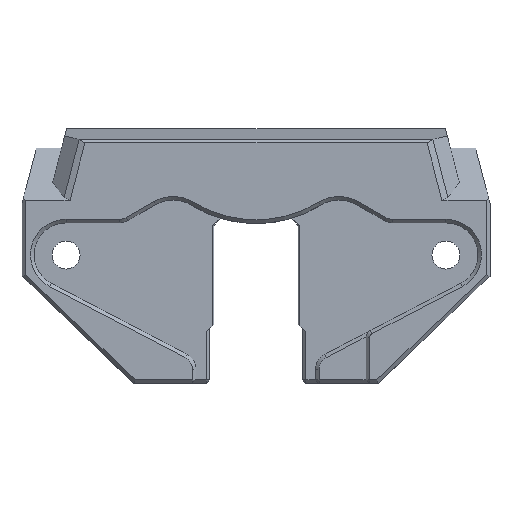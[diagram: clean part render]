
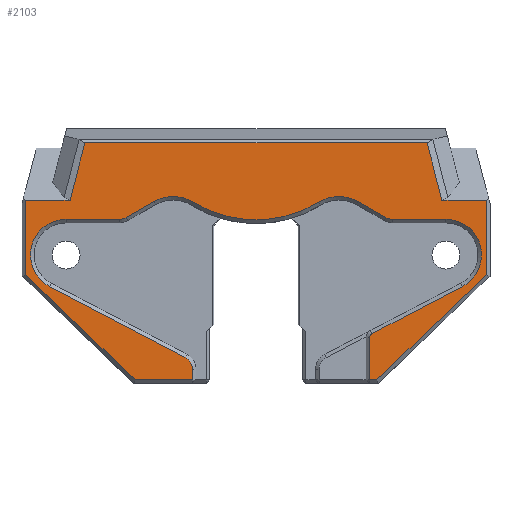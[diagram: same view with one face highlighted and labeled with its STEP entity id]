
A CAD part, top view. The second image highlights one B-rep face of the part: STEP entity #2103.
In plain terms, the highlighted planar face has unit normal (0, 0, 1).
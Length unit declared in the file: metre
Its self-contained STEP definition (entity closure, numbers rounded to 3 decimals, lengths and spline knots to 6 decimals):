
#39=CIRCLE('',#2248,0.0005);
#50=CIRCLE('',#2270,0.0016);
#51=CIRCLE('',#2271,0.004075);
#52=CIRCLE('',#2272,0.0016);
#53=CIRCLE('',#2273,0.004475);
#54=CIRCLE('',#2274,0.013633);
#55=CIRCLE('',#2275,0.004475);
#56=CIRCLE('',#2276,0.0016);
#57=CIRCLE('',#2277,0.004075);
#255=ORIENTED_EDGE('',*,*,#847,.T.);
#256=ORIENTED_EDGE('',*,*,#848,.T.);
#257=ORIENTED_EDGE('',*,*,#849,.T.);
#258=ORIENTED_EDGE('',*,*,#850,.T.);
#259=ORIENTED_EDGE('',*,*,#851,.T.);
#260=ORIENTED_EDGE('',*,*,#852,.T.);
#261=ORIENTED_EDGE('',*,*,#853,.T.);
#262=ORIENTED_EDGE('',*,*,#854,.T.);
#263=ORIENTED_EDGE('',*,*,#855,.T.);
#264=ORIENTED_EDGE('',*,*,#856,.T.);
#265=ORIENTED_EDGE('',*,*,#857,.T.);
#266=ORIENTED_EDGE('',*,*,#858,.T.);
#267=ORIENTED_EDGE('',*,*,#859,.T.);
#268=ORIENTED_EDGE('',*,*,#860,.T.);
#269=ORIENTED_EDGE('',*,*,#861,.T.);
#270=ORIENTED_EDGE('',*,*,#825,.T.);
#271=ORIENTED_EDGE('',*,*,#781,.T.);
#272=ORIENTED_EDGE('',*,*,#770,.T.);
#273=ORIENTED_EDGE('',*,*,#783,.T.);
#274=ORIENTED_EDGE('',*,*,#797,.T.);
#275=ORIENTED_EDGE('',*,*,#862,.T.);
#276=ORIENTED_EDGE('',*,*,#863,.F.);
#277=ORIENTED_EDGE('',*,*,#864,.T.);
#278=ORIENTED_EDGE('',*,*,#865,.T.);
#279=ORIENTED_EDGE('',*,*,#866,.T.);
#280=ORIENTED_EDGE('',*,*,#867,.F.);
#281=ORIENTED_EDGE('',*,*,#868,.T.);
#282=ORIENTED_EDGE('',*,*,#869,.T.);
#770=EDGE_CURVE('',#1073,#1071,#1250,.T.);
#781=EDGE_CURVE('',#1081,#1073,#39,.F.);
#783=EDGE_CURVE('',#1071,#1083,#1259,.T.);
#797=EDGE_CURVE('',#1083,#1093,#1273,.T.);
#825=EDGE_CURVE('',#1118,#1081,#1298,.T.);
#847=EDGE_CURVE('',#1136,#1137,#1313,.T.);
#848=EDGE_CURVE('',#1137,#1138,#1314,.T.);
#849=EDGE_CURVE('',#1138,#1139,#50,.F.);
#850=EDGE_CURVE('',#1139,#1140,#1315,.T.);
#851=EDGE_CURVE('',#1140,#1141,#51,.T.);
#852=EDGE_CURVE('',#1141,#1142,#1316,.T.);
#853=EDGE_CURVE('',#1142,#1143,#52,.F.);
#854=EDGE_CURVE('',#1143,#1144,#1317,.T.);
#855=EDGE_CURVE('',#1144,#1145,#53,.T.);
#856=EDGE_CURVE('',#1145,#1146,#54,.F.);
#857=EDGE_CURVE('',#1146,#1147,#55,.T.);
#858=EDGE_CURVE('',#1147,#1148,#1318,.T.);
#859=EDGE_CURVE('',#1148,#1149,#56,.F.);
#860=EDGE_CURVE('',#1149,#1150,#1319,.T.);
#861=EDGE_CURVE('',#1150,#1118,#57,.T.);
#862=EDGE_CURVE('',#1093,#1151,#1320,.T.);
#863=EDGE_CURVE('',#1152,#1151,#1321,.F.);
#864=EDGE_CURVE('',#1152,#1153,#1322,.F.);
#865=EDGE_CURVE('',#1153,#1154,#1323,.T.);
#866=EDGE_CURVE('',#1154,#1155,#1324,.F.);
#867=EDGE_CURVE('',#1156,#1155,#1325,.F.);
#868=EDGE_CURVE('',#1156,#1157,#1326,.T.);
#869=EDGE_CURVE('',#1157,#1136,#1327,.T.);
#1071=VERTEX_POINT('',#3115);
#1073=VERTEX_POINT('',#3121);
#1081=VERTEX_POINT('',#3145);
#1083=VERTEX_POINT('',#3150);
#1093=VERTEX_POINT('',#3177);
#1118=VERTEX_POINT('',#3235);
#1136=VERTEX_POINT('',#3278);
#1137=VERTEX_POINT('',#3279);
#1138=VERTEX_POINT('',#3281);
#1139=VERTEX_POINT('',#3283);
#1140=VERTEX_POINT('',#3285);
#1141=VERTEX_POINT('',#3287);
#1142=VERTEX_POINT('',#3289);
#1143=VERTEX_POINT('',#3291);
#1144=VERTEX_POINT('',#3293);
#1145=VERTEX_POINT('',#3295);
#1146=VERTEX_POINT('',#3297);
#1147=VERTEX_POINT('',#3299);
#1148=VERTEX_POINT('',#3301);
#1149=VERTEX_POINT('',#3303);
#1150=VERTEX_POINT('',#3305);
#1151=VERTEX_POINT('',#3308);
#1152=VERTEX_POINT('',#3310);
#1153=VERTEX_POINT('',#3312);
#1154=VERTEX_POINT('',#3314);
#1155=VERTEX_POINT('',#3316);
#1156=VERTEX_POINT('',#3318);
#1157=VERTEX_POINT('',#3320);
#1250=LINE('',#3124,#1499);
#1259=LINE('',#3151,#1508);
#1273=LINE('',#3178,#1522);
#1298=LINE('',#3234,#1547);
#1313=LINE('',#3277,#1562);
#1314=LINE('',#3280,#1563);
#1315=LINE('',#3284,#1564);
#1316=LINE('',#3288,#1565);
#1317=LINE('',#3292,#1566);
#1318=LINE('',#3300,#1567);
#1319=LINE('',#3304,#1568);
#1320=LINE('',#3307,#1569);
#1321=LINE('',#3309,#1570);
#1322=LINE('',#3311,#1571);
#1323=LINE('',#3313,#1572);
#1324=LINE('',#3315,#1573);
#1325=LINE('',#3317,#1574);
#1326=LINE('',#3319,#1575);
#1327=LINE('',#3321,#1576);
#1499=VECTOR('',#2473,1.);
#1508=VECTOR('',#2500,1.);
#1522=VECTOR('',#2520,1.);
#1547=VECTOR('',#2559,1.);
#1562=VECTOR('',#2594,1.);
#1563=VECTOR('',#2595,1.);
#1564=VECTOR('',#2598,1.);
#1565=VECTOR('',#2601,1.);
#1566=VECTOR('',#2604,1.);
#1567=VECTOR('',#2611,1.);
#1568=VECTOR('',#2614,1.);
#1569=VECTOR('',#2617,1.);
#1570=VECTOR('',#2618,1.);
#1571=VECTOR('',#2619,1.);
#1572=VECTOR('',#2620,1.);
#1573=VECTOR('',#2621,1.);
#1574=VECTOR('',#2622,1.);
#1575=VECTOR('',#2623,1.);
#1576=VECTOR('',#2624,1.);
#1744=EDGE_LOOP('',(#255,#256,#257,#258,#259,#260,#261,#262,#263,#264,#265,
#266,#267,#268,#269,#270,#271,#272,#273,#274,#275,#276,#277,#278,#279,#280,
#281,#282));
#1878=FACE_BOUND('',#1744,.T.);
#2005=PLANE('',#2269);
#2103=ADVANCED_FACE('',(#1878),#2005,.F.);
#2248=AXIS2_PLACEMENT_3D('',#3146,#2495,#2496);
#2269=AXIS2_PLACEMENT_3D('',#3276,#2592,#2593);
#2270=AXIS2_PLACEMENT_3D('',#3282,#2596,#2597);
#2271=AXIS2_PLACEMENT_3D('',#3286,#2599,#2600);
#2272=AXIS2_PLACEMENT_3D('',#3290,#2602,#2603);
#2273=AXIS2_PLACEMENT_3D('',#3294,#2605,#2606);
#2274=AXIS2_PLACEMENT_3D('',#3296,#2607,#2608);
#2275=AXIS2_PLACEMENT_3D('',#3298,#2609,#2610);
#2276=AXIS2_PLACEMENT_3D('',#3302,#2612,#2613);
#2277=AXIS2_PLACEMENT_3D('',#3306,#2615,#2616);
#2473=DIRECTION('',(0.,-1.,0.));
#2495=DIRECTION('',(0.,0.,-1.));
#2496=DIRECTION('',(-1.,0.,0.));
#2500=DIRECTION('',(1.,0.,0.));
#2520=DIRECTION('',(0.722,0.692,0.));
#2559=DIRECTION('',(-0.887,-0.463,0.));
#2592=DIRECTION('',(0.,0.,-1.));
#2593=DIRECTION('',(-1.,0.,0.));
#2594=DIRECTION('',(1.,0.,0.));
#2595=DIRECTION('',(0.,1.,0.));
#2596=DIRECTION('',(0.,0.,-1.));
#2597=DIRECTION('',(-1.,0.,0.));
#2598=DIRECTION('',(-0.887,0.463,0.));
#2599=DIRECTION('',(0.,0.,-1.));
#2600=DIRECTION('',(-1.,0.,0.));
#2601=DIRECTION('',(1.,0.,0.));
#2602=DIRECTION('',(0.,0.,-1.));
#2603=DIRECTION('',(-1.,0.,0.));
#2604=DIRECTION('',(0.866,0.5,0.));
#2605=DIRECTION('',(0.,0.,-1.));
#2606=DIRECTION('',(-1.,0.,0.));
#2607=DIRECTION('',(0.,0.,-1.));
#2608=DIRECTION('',(-1.,0.,0.));
#2609=DIRECTION('',(0.,0.,-1.));
#2610=DIRECTION('',(-1.,0.,0.));
#2611=DIRECTION('',(0.866,-0.5,0.));
#2612=DIRECTION('',(0.,0.,-1.));
#2613=DIRECTION('',(-1.,0.,0.));
#2614=DIRECTION('',(1.,0.,0.));
#2615=DIRECTION('',(0.,0.,-1.));
#2616=DIRECTION('',(-1.,0.,0.));
#2617=DIRECTION('',(0.,1.,0.));
#2618=DIRECTION('',(-1.,0.,0.));
#2619=DIRECTION('',(0.25,-0.968,0.));
#2620=DIRECTION('',(-1.,0.,0.));
#2621=DIRECTION('',(0.25,0.968,0.));
#2622=DIRECTION('',(-1.,0.,0.));
#2623=DIRECTION('',(0.,-1.,0.));
#2624=DIRECTION('',(0.722,-0.692,0.));
#3115=CARTESIAN_POINT('',(0.013,-0.016201,0.0066));
#3121=CARTESIAN_POINT('',(0.013,-0.011362,0.0066));
#3124=CARTESIAN_POINT('',(0.013,-0.016497,0.0066));
#3145=CARTESIAN_POINT('',(0.013269,-0.010919,0.0066));
#3146=CARTESIAN_POINT('',(0.0135,-0.011362,0.0066));
#3150=CARTESIAN_POINT('',(0.01383,-0.016201,0.0066));
#3151=CARTESIAN_POINT('',(0.000052,-0.016201,0.0066));
#3177=CARTESIAN_POINT('',(0.026393,-0.004159,0.0066));
#3178=CARTESIAN_POINT('',(0.026516,-0.004041,0.0066));
#3234=CARTESIAN_POINT('',(0.013269,-0.010919,0.0066));
#3235=CARTESIAN_POINT('',(0.023635,-0.00551,0.0066));
#3276=CARTESIAN_POINT('',(0.000052,-0.012718,0.0066));
#3277=CARTESIAN_POINT('',(0.000052,-0.016201,0.0066));
#3278=CARTESIAN_POINT('',(-0.01383,-0.016201,0.0066));
#3279=CARTESIAN_POINT('',(-0.007274,-0.016201,0.0066));
#3280=CARTESIAN_POINT('',(-0.007274,-0.012718,0.0066));
#3281=CARTESIAN_POINT('',(-0.007274,-0.015017,0.0066));
#3282=CARTESIAN_POINT('',(-0.008874,-0.015017,0.0066));
#3283=CARTESIAN_POINT('',(-0.008134,-0.013598,0.0066));
#3284=CARTESIAN_POINT('',(-0.023635,-0.00551,0.0066));
#3285=CARTESIAN_POINT('',(-0.023635,-0.00551,0.0066));
#3286=CARTESIAN_POINT('',(-0.02175,-0.001898,0.0066));
#3287=CARTESIAN_POINT('',(-0.02175,0.002177,0.0066));
#3288=CARTESIAN_POINT('',(-0.015674,0.002177,0.0066));
#3289=CARTESIAN_POINT('',(-0.015674,0.002177,0.0066));
#3290=CARTESIAN_POINT('',(-0.015674,0.003777,0.0066));
#3291=CARTESIAN_POINT('',(-0.014874,0.002392,0.0066));
#3292=CARTESIAN_POINT('',(-0.011738,0.004203,0.0066));
#3293=CARTESIAN_POINT('',(-0.011738,0.004203,0.0066));
#3294=CARTESIAN_POINT('',(-0.0095,0.000327,0.0066));
#3295=CARTESIAN_POINT('',(-0.007152,0.004137,0.0066));
#3296=CARTESIAN_POINT('',(0.,0.015743,0.0066));
#3297=CARTESIAN_POINT('',(0.007152,0.004137,0.0066));
#3298=CARTESIAN_POINT('',(0.0095,0.000327,0.0066));
#3299=CARTESIAN_POINT('',(0.011737,0.004203,0.0066));
#3300=CARTESIAN_POINT('',(0.010301,0.005032,0.0066));
#3301=CARTESIAN_POINT('',(0.014874,0.002392,0.0066));
#3302=CARTESIAN_POINT('',(0.015674,0.003777,0.0066));
#3303=CARTESIAN_POINT('',(0.015674,0.002177,0.0066));
#3304=CARTESIAN_POINT('',(0.019989,0.002177,0.0066));
#3305=CARTESIAN_POINT('',(0.02175,0.002177,0.0066));
#3306=CARTESIAN_POINT('',(0.02175,-0.001898,0.0066));
#3307=CARTESIAN_POINT('',(0.026393,-0.012718,0.0066));
#3308=CARTESIAN_POINT('',(0.026393,0.004372,0.0066));
#3309=CARTESIAN_POINT('',(0.000052,0.004372,0.0066));
#3310=CARTESIAN_POINT('',(0.021289,0.004372,0.0066));
#3311=CARTESIAN_POINT('',(0.0241,-0.006499,0.0066));
#3312=CARTESIAN_POINT('',(0.019592,0.010932,0.0066));
#3313=CARTESIAN_POINT('',(-0.019957,0.010932,0.0066));
#3314=CARTESIAN_POINT('',(-0.019592,0.010932,0.0066));
#3315=CARTESIAN_POINT('',(-0.024094,-0.006474,0.0066));
#3316=CARTESIAN_POINT('',(-0.021289,0.004372,0.0066));
#3317=CARTESIAN_POINT('',(0.000052,0.004372,0.0066));
#3318=CARTESIAN_POINT('',(-0.026393,0.004372,0.0066));
#3319=CARTESIAN_POINT('',(-0.026393,-0.012718,0.0066));
#3320=CARTESIAN_POINT('',(-0.026393,-0.004159,0.0066));
#3321=CARTESIAN_POINT('',(-0.008335,-0.021468,0.0066));
